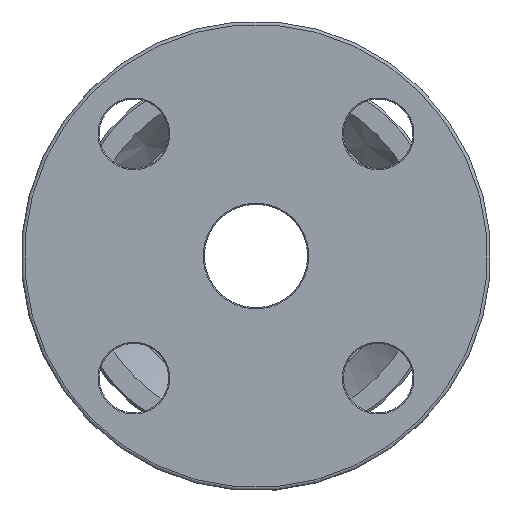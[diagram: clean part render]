
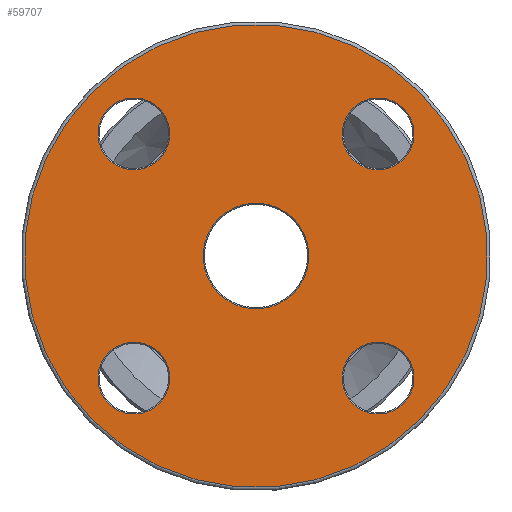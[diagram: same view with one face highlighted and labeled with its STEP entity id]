
A CAD part, front view. The second image highlights one B-rep face of the part: STEP entity #59707.
In plain terms, the highlighted planar face has unit normal (0, -1, 0).
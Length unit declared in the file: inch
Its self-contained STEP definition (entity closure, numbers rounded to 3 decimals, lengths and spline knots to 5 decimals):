
#59601=CARTESIAN_POINT('',(-1.48139,-2.25,1.48139));
#59602=VERTEX_POINT('',#59601);
#59603=CARTESIAN_POINT('',(0.,-2.25,0.));
#59604=DIRECTION('',(0.,1.,0.));
#59605=DIRECTION('',(0.707,0.,-0.707));
#59606=AXIS2_PLACEMENT_3D('',#59603,#59604,#59605);
#59607=CIRCLE('',#59606,2.095);
#59608=EDGE_CURVE('',#59602,#59602,#59607,.T.);
#59644=CARTESIAN_POINT('',(-0.91676,-2.25,0.91676));
#59645=DIRECTION('',(0.0,-1.0,0.0));
#59646=DIRECTION('',(0.707,0.0,0.707));
#59647=AXIS2_PLACEMENT_3D('',#59644,#59645,#59646);
#59648=PLANE('',#59647);
#59649=ORIENTED_EDGE('',*,*,#59608,.F.);
#59650=EDGE_LOOP('',(#59649));
#59651=FACE_OUTER_BOUND('',#59650,.T.);
#59652=CARTESIAN_POINT('',(0.87504,-2.25,1.33466));
#59653=VERTEX_POINT('',#59652);
#59654=CARTESIAN_POINT('',(1.10485,-2.25,1.10485));
#59655=DIRECTION('',(0.,-1.0,0.));
#59656=DIRECTION('',(0.707,0.,-0.707));
#59657=AXIS2_PLACEMENT_3D('',#59654,#59655,#59656);
#59658=CIRCLE('',#59657,0.325);
#59659=EDGE_CURVE('',#59653,#59653,#59658,.T.);
#59660=ORIENTED_EDGE('',*,*,#59659,.F.);
#59661=EDGE_LOOP('',(#59660));
#59662=FACE_BOUND('',#59661,.T.);
#59663=CARTESIAN_POINT('',(1.33466,-2.25,-0.87504));
#59664=VERTEX_POINT('',#59663);
#59665=CARTESIAN_POINT('',(1.10485,-2.25,-1.10485));
#59666=DIRECTION('',(0.,-1.0,0.));
#59667=DIRECTION('',(-0.707,0.,-0.707));
#59668=AXIS2_PLACEMENT_3D('',#59665,#59666,#59667);
#59669=CIRCLE('',#59668,0.325);
#59670=EDGE_CURVE('',#59664,#59664,#59669,.T.);
#59671=ORIENTED_EDGE('',*,*,#59670,.F.);
#59672=EDGE_LOOP('',(#59671));
#59673=FACE_BOUND('',#59672,.T.);
#59674=CARTESIAN_POINT('',(-0.87504,-2.25,-1.33466));
#59675=VERTEX_POINT('',#59674);
#59676=CARTESIAN_POINT('',(-1.10485,-2.25,-1.10485));
#59677=DIRECTION('',(0.,-1.0,0.));
#59678=DIRECTION('',(-0.707,0.,0.707));
#59679=AXIS2_PLACEMENT_3D('',#59676,#59677,#59678);
#59680=CIRCLE('',#59679,0.325);
#59681=EDGE_CURVE('',#59675,#59675,#59680,.T.);
#59682=ORIENTED_EDGE('',*,*,#59681,.F.);
#59683=EDGE_LOOP('',(#59682));
#59684=FACE_BOUND('',#59683,.T.);
#59685=CARTESIAN_POINT('',(-0.338,-2.25,0.338));
#59686=VERTEX_POINT('',#59685);
#59687=CARTESIAN_POINT('',(0.,-2.25,0.));
#59688=DIRECTION('',(0.,-1.0,0.));
#59689=DIRECTION('',(0.707,0.,-0.707));
#59690=AXIS2_PLACEMENT_3D('',#59687,#59688,#59689);
#59691=CIRCLE('',#59690,0.478);
#59692=EDGE_CURVE('',#59686,#59686,#59691,.T.);
#59693=ORIENTED_EDGE('',*,*,#59692,.F.);
#59694=EDGE_LOOP('',(#59693));
#59695=FACE_BOUND('',#59694,.T.);
#59696=CARTESIAN_POINT('',(-1.33466,-2.25,0.87504));
#59697=VERTEX_POINT('',#59696);
#59698=CARTESIAN_POINT('',(-1.10485,-2.25,1.10485));
#59699=DIRECTION('',(0.,-1.0,0.));
#59700=DIRECTION('',(0.707,0.,0.707));
#59701=AXIS2_PLACEMENT_3D('',#59698,#59699,#59700);
#59702=CIRCLE('',#59701,0.325);
#59703=EDGE_CURVE('',#59697,#59697,#59702,.T.);
#59704=ORIENTED_EDGE('',*,*,#59703,.F.);
#59705=EDGE_LOOP('',(#59704));
#59706=FACE_BOUND('',#59705,.T.);
#59707=ADVANCED_FACE('',(#59651,#59662,#59673,#59684,#59695,#59706),#59648,.T.);
